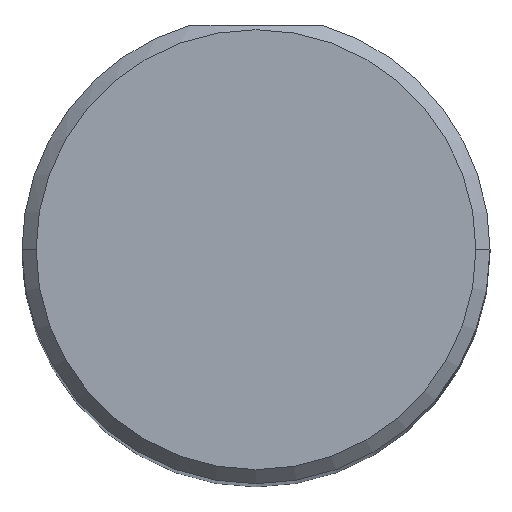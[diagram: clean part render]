
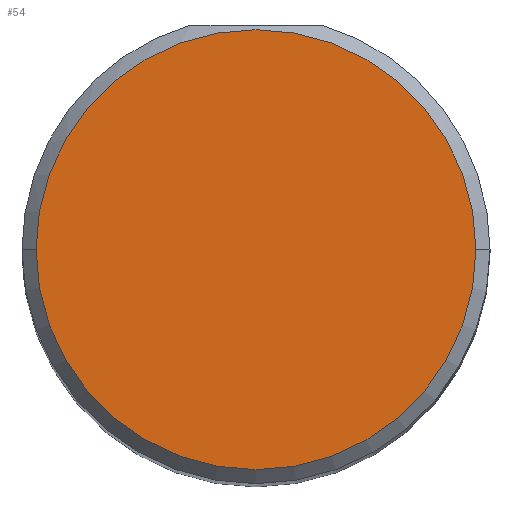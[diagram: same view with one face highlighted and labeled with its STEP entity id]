
A CAD part, top view. The second image highlights one B-rep face of the part: STEP entity #54.
In plain terms, the highlighted planar face has unit normal (0, 0, 1).
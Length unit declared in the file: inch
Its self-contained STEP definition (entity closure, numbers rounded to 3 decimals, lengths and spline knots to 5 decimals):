
#33 = CARTESIAN_POINT ( 'NONE',  ( 0.765, 0., 3. ) ) ;
#44 = CARTESIAN_POINT ( 'NONE',  ( 1., 0., 3. ) ) ;
#46 = EDGE_CURVE ( 'NONE', #416, #465, #186, .T. ) ;
#48 = DIRECTION ( 'NONE',  ( 0., 0., -1. ) ) ;
#54 = ADVANCED_FACE ( 'NONE', ( #631 ), #440, .T. ) ;
#55 = CARTESIAN_POINT ( 'NONE',  ( 1., 0., 3. ) ) ;
#65 = EDGE_LOOP ( 'NONE', ( #121, #156 ) ) ;
#91 = DIRECTION ( 'NONE',  ( -1., 0., 0. ) ) ;
#98 = CIRCLE ( 'NONE', #145, 0.235 ) ;
#121 = ORIENTED_EDGE ( 'NONE', *, *, #46, .F. ) ;
#145 = AXIS2_PLACEMENT_3D ( 'NONE', #55, #48, #251 ) ;
#156 = ORIENTED_EDGE ( 'NONE', *, *, #607, .F. ) ;
#186 = CIRCLE ( 'NONE', #594, 0.235 ) ;
#251 = DIRECTION ( 'NONE',  ( -1., 0., 0. ) ) ;
#286 = DIRECTION ( 'NONE',  ( -1., 0., 0. ) ) ;
#385 = CARTESIAN_POINT ( 'NONE',  ( 1., 0., 3. ) ) ;
#390 = DIRECTION ( 'NONE',  ( 0., 0., -1. ) ) ;
#416 = VERTEX_POINT ( 'NONE', #578 ) ;
#440 = PLANE ( 'NONE',  #468 ) ;
#465 = VERTEX_POINT ( 'NONE', #33 ) ;
#468 = AXIS2_PLACEMENT_3D ( 'NONE', #385, #584, #286 ) ;
#578 = CARTESIAN_POINT ( 'NONE',  ( 1.235, 0., 3. ) ) ;
#584 = DIRECTION ( 'NONE',  ( 0., 0., 1. ) ) ;
#594 = AXIS2_PLACEMENT_3D ( 'NONE', #44, #390, #91 ) ;
#607 = EDGE_CURVE ( 'NONE', #465, #416, #98, .T. ) ;
#631 = FACE_OUTER_BOUND ( 'NONE', #65, .T. ) ;
